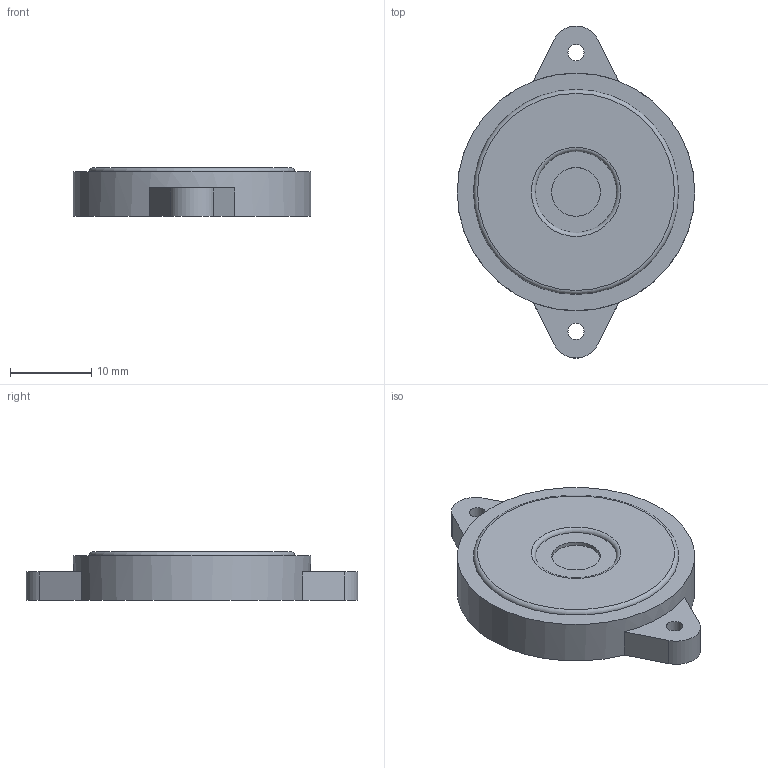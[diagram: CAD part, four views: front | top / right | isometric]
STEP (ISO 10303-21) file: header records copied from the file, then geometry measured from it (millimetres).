
FILE_DESCRIPTION(/* description */ (''),/* implementation_level */ '2;1');
FILE_NAME(/* name */ 'Pizero Large.step',/* time_stamp */ '2018-07-07T16:27:42-04:00',/* author */ ('Adafruit'),/* organization */ (''),/* preprocessor_version */ 'ST-DEVELOPER v17',/* originating_system */ 'Autodesk Translation Framework v7.1.0.215',/* authorisation */ '');
FILE_SCHEMA (('AUTOMOTIVE_DESIGN { 1 0 10303 214 3 1 1 }'));
Length unit declared in the file: millimetre
Products named in the file (1): Pizero Large
Bounding box: 29.3 x 40.95 x 6 mm (x, y, z)
Volume: 4160.4 mm3; surface area: 2140.2 mm2
Topology: 1 solids, 1 shells, 19 faces, 45 edges, 31 vertices
Faces by surface type: plane 11, cylinder 6, torus 2
Full cylindrical faces by diameter (mm): 2 x2, 6 x1, 29.3 x1
Entity records: 609 total; most frequent: DIRECTION 110, CARTESIAN_POINT 96, ORIENTED_EDGE 90, EDGE_CURVE 45, AXIS2_PLACEMENT_3D 45, VERTEX_POINT 31, EDGE_LOOP 26, CIRCLE 25
